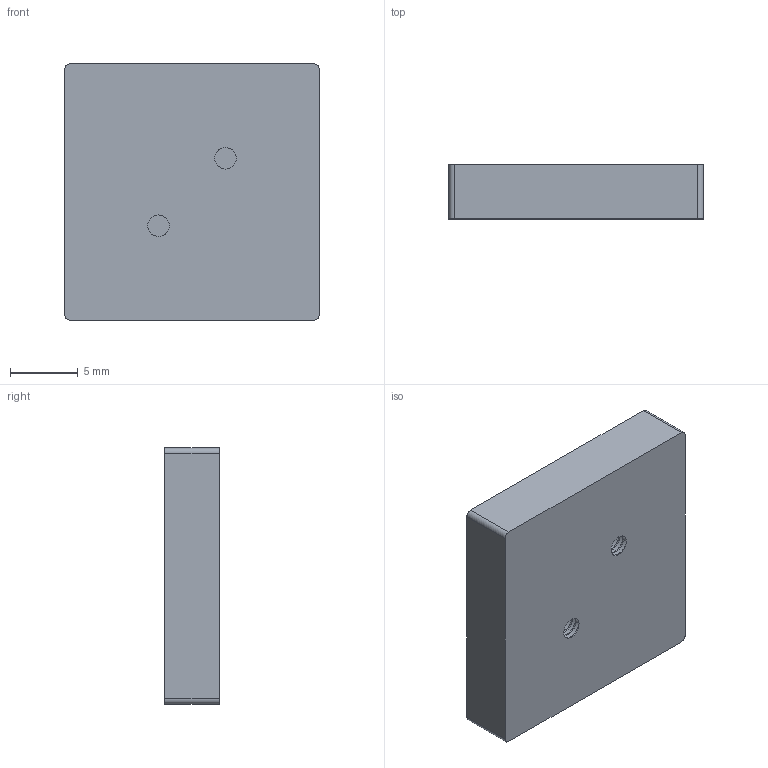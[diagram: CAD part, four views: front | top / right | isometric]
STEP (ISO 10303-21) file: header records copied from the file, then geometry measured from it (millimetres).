
FILE_DESCRIPTION (( 'STEP AP214' ), '1' );
FILE_NAME ('Badge Blank.STEP', '2020-06-23T15:32:17', ( '' ), ( '' ), 'SwSTEP 2.0', 'SolidWorks 2018', '' );
FILE_SCHEMA (( 'AUTOMOTIVE_DESIGN' ));
Length unit declared in the file: millimetre
Products named in the file (1): Badge Blank
Bounding box: 18.85 x 4 x 18.99 mm (x, y, z)
Volume: 1420.9 mm3; surface area: 1054.6 mm2
Topology: 1 solids, 1 shells, 48 faces, 122 edges, 78 vertices
Faces by surface type: cylinder 30, plane 12, bspline 6
Entity records: 2579 total; most frequent: CARTESIAN_POINT 1538, ORIENTED_EDGE 244, DIRECTION 179, EDGE_CURVE 122, VERTEX_POINT 78, AXIS2_PLACEMENT_3D 63, VECTOR 53, LINE 53
